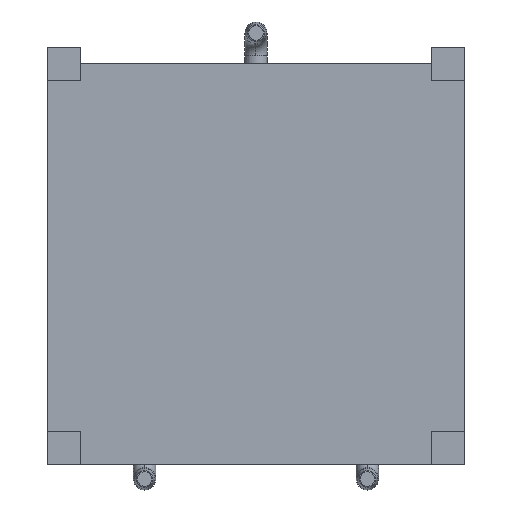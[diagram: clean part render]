
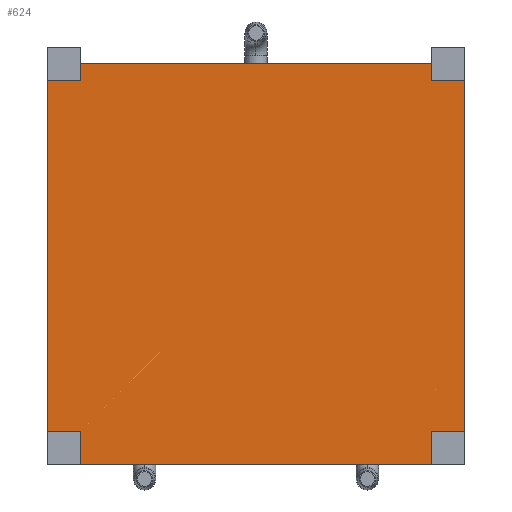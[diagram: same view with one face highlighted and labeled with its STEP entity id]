
A CAD part, front view. The second image highlights one B-rep face of the part: STEP entity #624.
In plain terms, the highlighted planar face has unit normal (0, -1, 0).
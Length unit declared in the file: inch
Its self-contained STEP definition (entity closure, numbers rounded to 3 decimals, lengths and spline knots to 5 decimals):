
#2 = CARTESIAN_POINT ( 'NONE',  ( 0.1575, 0.015, -0.1875 ) ) ;
#40 = EDGE_CURVE ( 'NONE', #91, #1864, #53, .T. ) ;
#45 = CARTESIAN_POINT ( 'NONE',  ( 0.1575, 0.015, -0.1875 ) ) ;
#53 = LINE ( 'NONE', #2101, #2171 ) ;
#75 = LINE ( 'NONE', #262, #985 ) ;
#77 = ORIENTED_EDGE ( 'NONE', *, *, #726, .F. ) ;
#91 = VERTEX_POINT ( 'NONE', #1123 ) ;
#104 = DIRECTION ( 'NONE',  ( 0., 0., 1. ) ) ;
#151 = LINE ( 'NONE', #853, #590 ) ;
#169 = CARTESIAN_POINT ( 'NONE',  ( -0.1575, 0.015, -0.1875 ) ) ;
#172 = VERTEX_POINT ( 'NONE', #1139 ) ;
#209 = EDGE_CURVE ( 'NONE', #396, #2386, #2566, .T. ) ;
#215 = LINE ( 'NONE', #169, #1881 ) ;
#262 = CARTESIAN_POINT ( 'NONE',  ( -0.1575, 0.015, -0.1875 ) ) ;
#311 = VERTEX_POINT ( 'NONE', #583 ) ;
#380 = DIRECTION ( 'NONE',  ( 0., 0., 1. ) ) ;
#396 = VERTEX_POINT ( 'NONE', #2 ) ;
#426 = VERTEX_POINT ( 'NONE', #601 ) ;
#462 = VECTOR ( 'NONE', #2384, 39.37008 ) ;
#474 = DIRECTION ( 'NONE',  ( 1., 0., 0. ) ) ;
#483 = DIRECTION ( 'NONE',  ( 1., 0., 0. ) ) ;
#536 = PLANE ( 'NONE',  #2356 ) ;
#552 = ORIENTED_EDGE ( 'NONE', *, *, #209, .F. ) ;
#555 = VECTOR ( 'NONE', #697, 39.37008 ) ;
#583 = CARTESIAN_POINT ( 'NONE',  ( 0.1575, 0.015, 0.1575 ) ) ;
#590 = VECTOR ( 'NONE', #474, 39.37008 ) ;
#601 = CARTESIAN_POINT ( 'NONE',  ( -0.1875, 0.015, -0.1575 ) ) ;
#624 = ADVANCED_FACE ( 'NONE', ( #1091 ), #536, .F. ) ;
#697 = DIRECTION ( 'NONE',  ( 1., 0., 0. ) ) ;
#706 = VECTOR ( 'NONE', #1493, 39.37008 ) ;
#726 = EDGE_CURVE ( 'NONE', #2386, #1343, #215, .T. ) ;
#777 = LINE ( 'NONE', #2127, #555 ) ;
#783 = EDGE_CURVE ( 'NONE', #1460, #172, #2015, .T. ) ;
#853 = CARTESIAN_POINT ( 'NONE',  ( -0.1875, 0.015, 0.1575 ) ) ;
#877 = ORIENTED_EDGE ( 'NONE', *, *, #40, .F. ) ;
#985 = VECTOR ( 'NONE', #1719, 39.37008 ) ;
#1009 = CARTESIAN_POINT ( 'NONE',  ( 0.1875, 0.015, -0.1575 ) ) ;
#1039 = EDGE_CURVE ( 'NONE', #311, #172, #151, .T. ) ;
#1091 = FACE_OUTER_BOUND ( 'NONE', #2367, .T. ) ;
#1123 = CARTESIAN_POINT ( 'NONE',  ( -0.1875, 0.015, 0.1575 ) ) ;
#1139 = CARTESIAN_POINT ( 'NONE',  ( 0.1875, 0.015, 0.1575 ) ) ;
#1143 = CARTESIAN_POINT ( 'NONE',  ( -0.1575, 0.015, 0.1725 ) ) ;
#1215 = VERTEX_POINT ( 'NONE', #1143 ) ;
#1224 = CARTESIAN_POINT ( 'NONE',  ( 0.1575, 0.015, 0.1725 ) ) ;
#1238 = CARTESIAN_POINT ( 'NONE',  ( 0.1575, 0.015, -0.1575 ) ) ;
#1250 = EDGE_CURVE ( 'NONE', #2302, #1460, #1970, .T. ) ;
#1282 = ORIENTED_EDGE ( 'NONE', *, *, #1370, .T. ) ;
#1284 = ORIENTED_EDGE ( 'NONE', *, *, #1648, .F. ) ;
#1343 = VERTEX_POINT ( 'NONE', #2223 ) ;
#1346 = VECTOR ( 'NONE', #380, 39.37008 ) ;
#1360 = DIRECTION ( 'NONE',  ( 0., 1., 0. ) ) ;
#1363 = LINE ( 'NONE', #45, #2158 ) ;
#1370 = EDGE_CURVE ( 'NONE', #311, #1805, #1934, .T. ) ;
#1405 = ORIENTED_EDGE ( 'NONE', *, *, #1556, .T. ) ;
#1414 = VECTOR ( 'NONE', #2585, 39.37008 ) ;
#1460 = VERTEX_POINT ( 'NONE', #1898 ) ;
#1480 = CARTESIAN_POINT ( 'NONE',  ( -0.1875, 0.015, -0.1575 ) ) ;
#1490 = VECTOR ( 'NONE', #1978, 39.37008 ) ;
#1493 = DIRECTION ( 'NONE',  ( 1., 0., 0. ) ) ;
#1548 = CARTESIAN_POINT ( 'NONE',  ( -0.1875, 0.015, -0.1575 ) ) ;
#1551 = VECTOR ( 'NONE', #1829, 39.37008 ) ;
#1556 = EDGE_CURVE ( 'NONE', #426, #1343, #2478, .T. ) ;
#1568 = ORIENTED_EDGE ( 'NONE', *, *, #1250, .T. ) ;
#1589 = EDGE_CURVE ( 'NONE', #1864, #1215, #75, .T. ) ;
#1648 = EDGE_CURVE ( 'NONE', #1215, #1805, #777, .T. ) ;
#1678 = CARTESIAN_POINT ( 'NONE',  ( -0.1575, 0.015, -0.1875 ) ) ;
#1719 = DIRECTION ( 'NONE',  ( 0., 0., 1. ) ) ;
#1794 = CARTESIAN_POINT ( 'NONE',  ( -0.1875, 0.015, -0.1575 ) ) ;
#1805 = VERTEX_POINT ( 'NONE', #1224 ) ;
#1829 = DIRECTION ( 'NONE',  ( 0., 0., 1. ) ) ;
#1864 = VERTEX_POINT ( 'NONE', #2429 ) ;
#1872 = DIRECTION ( 'NONE',  ( 0., 0., 1. ) ) ;
#1881 = VECTOR ( 'NONE', #2635, 39.37008 ) ;
#1898 = CARTESIAN_POINT ( 'NONE',  ( 0.1875, 0.015, -0.1575 ) ) ;
#1934 = LINE ( 'NONE', #2231, #1551 ) ;
#1966 = EDGE_CURVE ( 'NONE', #396, #2302, #1363, .T. ) ;
#1970 = LINE ( 'NONE', #1548, #462 ) ;
#1978 = DIRECTION ( 'NONE',  ( 0., 0., 1. ) ) ;
#2015 = LINE ( 'NONE', #1009, #1346 ) ;
#2020 = EDGE_CURVE ( 'NONE', #426, #91, #2030, .T. ) ;
#2030 = LINE ( 'NONE', #1794, #1490 ) ;
#2061 = ORIENTED_EDGE ( 'NONE', *, *, #1966, .T. ) ;
#2086 = ORIENTED_EDGE ( 'NONE', *, *, #1589, .F. ) ;
#2101 = CARTESIAN_POINT ( 'NONE',  ( -0.1875, 0.015, 0.1575 ) ) ;
#2127 = CARTESIAN_POINT ( 'NONE',  ( -0.1575, 0.015, 0.1725 ) ) ;
#2158 = VECTOR ( 'NONE', #1872, 39.37008 ) ;
#2171 = VECTOR ( 'NONE', #483, 39.37008 ) ;
#2223 = CARTESIAN_POINT ( 'NONE',  ( -0.1575, 0.015, -0.1575 ) ) ;
#2228 = ORIENTED_EDGE ( 'NONE', *, *, #1039, .F. ) ;
#2231 = CARTESIAN_POINT ( 'NONE',  ( 0.1575, 0.015, -0.1875 ) ) ;
#2255 = ORIENTED_EDGE ( 'NONE', *, *, #2020, .F. ) ;
#2302 = VERTEX_POINT ( 'NONE', #1238 ) ;
#2356 = AXIS2_PLACEMENT_3D ( 'NONE', #2362, #1360, #104 ) ;
#2362 = CARTESIAN_POINT ( 'NONE',  ( -0.1875, 0.015, -0.1575 ) ) ;
#2367 = EDGE_LOOP ( 'NONE', ( #2228, #1282, #1284, #2086, #877, #2255, #1405, #77, #552, #2061, #1568, #2435 ) ) ;
#2381 = CARTESIAN_POINT ( 'NONE',  ( -0.1575, 0.015, -0.1875 ) ) ;
#2384 = DIRECTION ( 'NONE',  ( 1., 0., 0. ) ) ;
#2386 = VERTEX_POINT ( 'NONE', #1678 ) ;
#2429 = CARTESIAN_POINT ( 'NONE',  ( -0.1575, 0.015, 0.1575 ) ) ;
#2435 = ORIENTED_EDGE ( 'NONE', *, *, #783, .T. ) ;
#2478 = LINE ( 'NONE', #1480, #706 ) ;
#2566 = LINE ( 'NONE', #2381, #1414 ) ;
#2585 = DIRECTION ( 'NONE',  ( -1., 0., 0. ) ) ;
#2635 = DIRECTION ( 'NONE',  ( 0., 0., 1. ) ) ;
